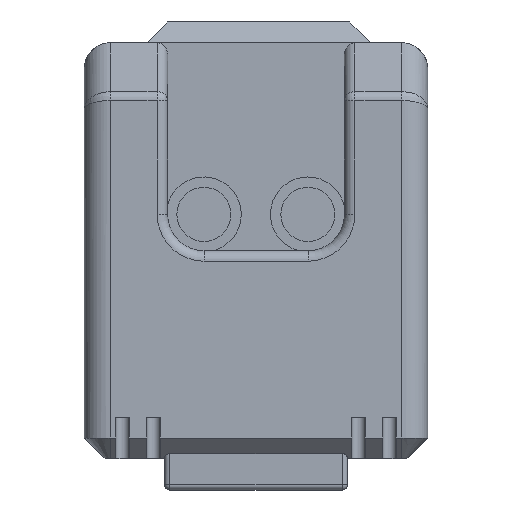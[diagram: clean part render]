
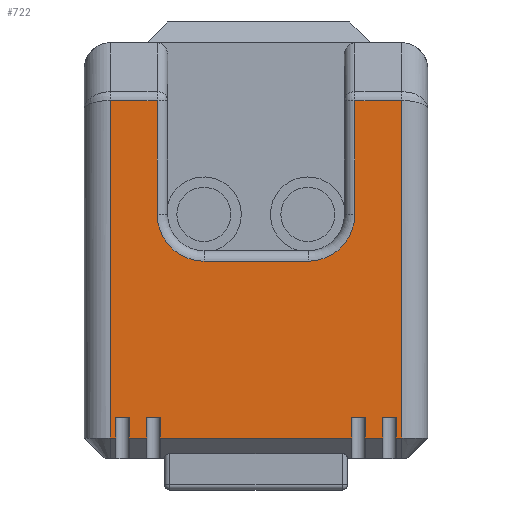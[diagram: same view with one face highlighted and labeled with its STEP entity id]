
A CAD part, front view. The second image highlights one B-rep face of the part: STEP entity #722.
In plain terms, the highlighted planar face has unit normal (0, -1, 0).
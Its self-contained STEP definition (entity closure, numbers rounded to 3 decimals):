
#352=CIRCLE('',#8515,4.5);
#353=CIRCLE('',#8516,4.5);
#722=ADVANCED_FACE('',(#1444),#1169,.T.);
#1169=PLANE('',#8517);
#1444=FACE_OUTER_BOUND('',#1890,.T.);
#1890=EDGE_LOOP('',(#2650,#2651,#2652,#2653,#2654,#2655,#2656,#2657,#2658,
#2659,#2660,#2661,#2662,#2663,#2664,#2665,#2666,#2667,#2668,#2669,#2670,
#2671,#2672,#2673,#2674,#2675));
#2650=ORIENTED_EDGE('',*,*,#5755,.F.);
#2651=ORIENTED_EDGE('',*,*,#5756,.T.);
#2652=ORIENTED_EDGE('',*,*,#5757,.F.);
#2653=ORIENTED_EDGE('',*,*,#5670,.T.);
#2654=ORIENTED_EDGE('',*,*,#5758,.T.);
#2655=ORIENTED_EDGE('',*,*,#5759,.T.);
#2656=ORIENTED_EDGE('',*,*,#5760,.T.);
#2657=ORIENTED_EDGE('',*,*,#5761,.T.);
#2658=ORIENTED_EDGE('',*,*,#5762,.T.);
#2659=ORIENTED_EDGE('',*,*,#5763,.T.);
#2660=ORIENTED_EDGE('',*,*,#5764,.T.);
#2661=ORIENTED_EDGE('',*,*,#5765,.T.);
#2662=ORIENTED_EDGE('',*,*,#5766,.T.);
#2663=ORIENTED_EDGE('',*,*,#5641,.T.);
#2664=ORIENTED_EDGE('',*,*,#5767,.F.);
#2665=ORIENTED_EDGE('',*,*,#5768,.T.);
#2666=ORIENTED_EDGE('',*,*,#5769,.F.);
#2667=ORIENTED_EDGE('',*,*,#5638,.T.);
#2668=ORIENTED_EDGE('',*,*,#5770,.F.);
#2669=ORIENTED_EDGE('',*,*,#5771,.T.);
#2670=ORIENTED_EDGE('',*,*,#5772,.F.);
#2671=ORIENTED_EDGE('',*,*,#5632,.T.);
#2672=ORIENTED_EDGE('',*,*,#5773,.F.);
#2673=ORIENTED_EDGE('',*,*,#5774,.T.);
#2674=ORIENTED_EDGE('',*,*,#5775,.F.);
#2675=ORIENTED_EDGE('',*,*,#5629,.T.);
#4828=VERTEX_POINT('',#11821);
#4829=VERTEX_POINT('',#11823);
#4830=VERTEX_POINT('',#11827);
#4831=VERTEX_POINT('',#11829);
#4834=VERTEX_POINT('',#11838);
#4835=VERTEX_POINT('',#11840);
#4836=VERTEX_POINT('',#11844);
#4837=VERTEX_POINT('',#11846);
#4857=VERTEX_POINT('',#11899);
#4858=VERTEX_POINT('',#11901);
#4940=VERTEX_POINT('',#12075);
#4941=VERTEX_POINT('',#12077);
#4942=VERTEX_POINT('',#12080);
#4943=VERTEX_POINT('',#12082);
#4944=VERTEX_POINT('',#12084);
#4945=VERTEX_POINT('',#12086);
#4946=VERTEX_POINT('',#12088);
#4947=VERTEX_POINT('',#12090);
#4948=VERTEX_POINT('',#12092);
#4949=VERTEX_POINT('',#12094);
#4950=VERTEX_POINT('',#12097);
#4951=VERTEX_POINT('',#12099);
#4952=VERTEX_POINT('',#12102);
#4953=VERTEX_POINT('',#12104);
#4954=VERTEX_POINT('',#12107);
#4955=VERTEX_POINT('',#12109);
#5629=EDGE_CURVE('',#4829,#4828,#6811,.T.);
#5632=EDGE_CURVE('',#4831,#4830,#6814,.T.);
#5638=EDGE_CURVE('',#4835,#4834,#6818,.T.);
#5641=EDGE_CURVE('',#4837,#4836,#6821,.T.);
#5670=EDGE_CURVE('',#4857,#4858,#6847,.T.);
#5755=EDGE_CURVE('',#4940,#4828,#6910,.T.);
#5756=EDGE_CURVE('',#4940,#4941,#6911,.T.);
#5757=EDGE_CURVE('',#4857,#4941,#6912,.T.);
#5758=EDGE_CURVE('',#4858,#4942,#6913,.T.);
#5759=EDGE_CURVE('',#4942,#4943,#6914,.T.);
#5760=EDGE_CURVE('',#4943,#4944,#6915,.T.);
#5761=EDGE_CURVE('',#4944,#4945,#352,.T.);
#5762=EDGE_CURVE('',#4945,#4946,#6916,.T.);
#5763=EDGE_CURVE('',#4946,#4947,#353,.T.);
#5764=EDGE_CURVE('',#4947,#4948,#6917,.T.);
#5765=EDGE_CURVE('',#4948,#4949,#6918,.T.);
#5766=EDGE_CURVE('',#4949,#4837,#6919,.T.);
#5767=EDGE_CURVE('',#4950,#4836,#6920,.T.);
#5768=EDGE_CURVE('',#4950,#4951,#6921,.T.);
#5769=EDGE_CURVE('',#4835,#4951,#6922,.T.);
#5770=EDGE_CURVE('',#4952,#4834,#6923,.T.);
#5771=EDGE_CURVE('',#4952,#4953,#6924,.T.);
#5772=EDGE_CURVE('',#4831,#4953,#6925,.T.);
#5773=EDGE_CURVE('',#4954,#4830,#6926,.T.);
#5774=EDGE_CURVE('',#4954,#4955,#6927,.T.);
#5775=EDGE_CURVE('',#4829,#4955,#6928,.T.);
#6811=LINE('',#11822,#7675);
#6814=LINE('',#11828,#7678);
#6818=LINE('',#11839,#7682);
#6821=LINE('',#11845,#7685);
#6847=LINE('',#11902,#7711);
#6910=LINE('',#12074,#7774);
#6911=LINE('',#12076,#7775);
#6912=LINE('',#12078,#7776);
#6913=LINE('',#12079,#7777);
#6914=LINE('',#12081,#7778);
#6915=LINE('',#12083,#7779);
#6916=LINE('',#12087,#7780);
#6917=LINE('',#12091,#7781);
#6918=LINE('',#12093,#7782);
#6919=LINE('',#12095,#7783);
#6920=LINE('',#12096,#7784);
#6921=LINE('',#12098,#7785);
#6922=LINE('',#12100,#7786);
#6923=LINE('',#12101,#7787);
#6924=LINE('',#12103,#7788);
#6925=LINE('',#12105,#7789);
#6926=LINE('',#12106,#7790);
#6927=LINE('',#12108,#7791);
#6928=LINE('',#12110,#7792);
#7675=VECTOR('',#9384,1.);
#7678=VECTOR('',#9389,1.);
#7682=VECTOR('',#9399,1.);
#7685=VECTOR('',#9404,1.);
#7711=VECTOR('',#9448,1.);
#7774=VECTOR('',#9567,1.);
#7775=VECTOR('',#9568,1.);
#7776=VECTOR('',#9569,1.);
#7777=VECTOR('',#9570,1.);
#7778=VECTOR('',#9571,1.);
#7779=VECTOR('',#9572,1.);
#7780=VECTOR('',#9575,1.);
#7781=VECTOR('',#9578,1.);
#7782=VECTOR('',#9579,1.);
#7783=VECTOR('',#9580,1.);
#7784=VECTOR('',#9581,1.);
#7785=VECTOR('',#9582,1.);
#7786=VECTOR('',#9583,1.);
#7787=VECTOR('',#9584,1.);
#7788=VECTOR('',#9585,1.);
#7789=VECTOR('',#9586,1.);
#7790=VECTOR('',#9587,1.);
#7791=VECTOR('',#9588,1.);
#7792=VECTOR('',#9589,1.);
#8515=AXIS2_PLACEMENT_3D('',#12085,#9573,#9574);
#8516=AXIS2_PLACEMENT_3D('',#12089,#9576,#9577);
#8517=AXIS2_PLACEMENT_3D('',#12111,#9590,#9591);
#9384=DIRECTION('',(1.,0.,0.));
#9389=DIRECTION('',(1.,0.,0.));
#9399=DIRECTION('',(1.,0.,0.));
#9404=DIRECTION('',(1.,0.,0.));
#9448=DIRECTION('',(1.,0.,0.));
#9567=DIRECTION('',(0.,0.,-1.));
#9568=DIRECTION('',(1.,0.,0.));
#9569=DIRECTION('',(0.,0.,1.));
#9570=DIRECTION('',(0.,0.,1.));
#9571=DIRECTION('',(-1.,0.,0.));
#9572=DIRECTION('',(0.,0.,-1.));
#9573=DIRECTION('',(0.,1.,0.));
#9574=DIRECTION('',(0.,0.,-1.));
#9575=DIRECTION('',(-1.,0.,0.));
#9576=DIRECTION('',(0.,1.,0.));
#9577=DIRECTION('',(0.,0.,-1.));
#9578=DIRECTION('',(0.,0.,1.));
#9579=DIRECTION('',(-1.,0.,0.));
#9580=DIRECTION('',(0.,0.,-1.));
#9581=DIRECTION('',(0.,0.,-1.));
#9582=DIRECTION('',(1.,0.,0.));
#9583=DIRECTION('',(0.,0.,1.));
#9584=DIRECTION('',(0.,0.,-1.));
#9585=DIRECTION('',(1.,0.,0.));
#9586=DIRECTION('',(0.,0.,1.));
#9587=DIRECTION('',(0.,0.,-1.));
#9588=DIRECTION('',(1.,0.,0.));
#9589=DIRECTION('',(0.,0.,1.));
#9590=DIRECTION('',(0.,-1.,0.));
#9591=DIRECTION('',(0.,0.,1.));
#11821=CARTESIAN_POINT('',(-274.124,-44.263,-38.));
#11822=CARTESIAN_POINT('',(-272.305,-44.263,-38.));
#11823=CARTESIAN_POINT('',(-275.824,-44.263,-38.));
#11827=CARTESIAN_POINT('',(-277.124,-44.263,-38.));
#11828=CARTESIAN_POINT('',(-272.305,-44.263,-38.));
#11829=CARTESIAN_POINT('',(-295.524,-44.263,-38.));
#11838=CARTESIAN_POINT('',(-296.824,-44.263,-38.));
#11839=CARTESIAN_POINT('',(-272.305,-44.263,-38.));
#11840=CARTESIAN_POINT('',(-298.524,-44.263,-38.));
#11844=CARTESIAN_POINT('',(-299.824,-44.263,-38.));
#11845=CARTESIAN_POINT('',(-272.305,-44.263,-38.));
#11846=CARTESIAN_POINT('',(-300.343,-44.263,-38.));
#11899=CARTESIAN_POINT('',(-272.824,-44.263,-38.));
#11901=CARTESIAN_POINT('',(-272.305,-44.263,-38.));
#11902=CARTESIAN_POINT('',(-272.305,-44.263,-38.));
#12074=CARTESIAN_POINT('',(-274.124,-44.263,-40.));
#12075=CARTESIAN_POINT('',(-274.124,-44.263,-36.));
#12076=CARTESIAN_POINT('',(-300.643,-44.263,-36.));
#12077=CARTESIAN_POINT('',(-272.824,-44.263,-36.));
#12078=CARTESIAN_POINT('',(-272.824,-44.263,-40.));
#12079=CARTESIAN_POINT('',(-272.305,-44.263,-40.));
#12080=CARTESIAN_POINT('',(-272.305,-44.263,-5.554));
#12081=CARTESIAN_POINT('',(-300.643,-44.263,-5.554));
#12082=CARTESIAN_POINT('',(-276.824,-44.263,-5.554));
#12083=CARTESIAN_POINT('',(-276.824,-44.263,-16.5));
#12084=CARTESIAN_POINT('',(-276.824,-44.263,-16.5));
#12085=CARTESIAN_POINT('',(-281.324,-44.263,-16.5));
#12086=CARTESIAN_POINT('',(-281.324,-44.263,-21.));
#12087=CARTESIAN_POINT('',(-300.643,-44.263,-21.));
#12088=CARTESIAN_POINT('',(-291.324,-44.263,-21.));
#12089=CARTESIAN_POINT('',(-291.324,-44.263,-16.5));
#12090=CARTESIAN_POINT('',(-295.824,-44.263,-16.5));
#12091=CARTESIAN_POINT('',(-295.824,-44.263,-5.554));
#12092=CARTESIAN_POINT('',(-295.824,-44.263,-5.554));
#12093=CARTESIAN_POINT('',(-300.643,-44.263,-5.554));
#12094=CARTESIAN_POINT('',(-300.343,-44.263,-5.554));
#12095=CARTESIAN_POINT('',(-300.343,-44.263,-40.));
#12096=CARTESIAN_POINT('',(-299.824,-44.263,-40.));
#12097=CARTESIAN_POINT('',(-299.824,-44.263,-36.));
#12098=CARTESIAN_POINT('',(-300.643,-44.263,-36.));
#12099=CARTESIAN_POINT('',(-298.524,-44.263,-36.));
#12100=CARTESIAN_POINT('',(-298.524,-44.263,-40.));
#12101=CARTESIAN_POINT('',(-296.824,-44.263,-40.));
#12102=CARTESIAN_POINT('',(-296.824,-44.263,-36.));
#12103=CARTESIAN_POINT('',(-300.643,-44.263,-36.));
#12104=CARTESIAN_POINT('',(-295.524,-44.263,-36.));
#12105=CARTESIAN_POINT('',(-295.524,-44.263,-40.));
#12106=CARTESIAN_POINT('',(-277.124,-44.263,-40.));
#12107=CARTESIAN_POINT('',(-277.124,-44.263,-36.));
#12108=CARTESIAN_POINT('',(-300.643,-44.263,-36.));
#12109=CARTESIAN_POINT('',(-275.824,-44.263,-36.));
#12110=CARTESIAN_POINT('',(-275.824,-44.263,-40.));
#12111=CARTESIAN_POINT('',(-300.643,-44.263,-40.));
